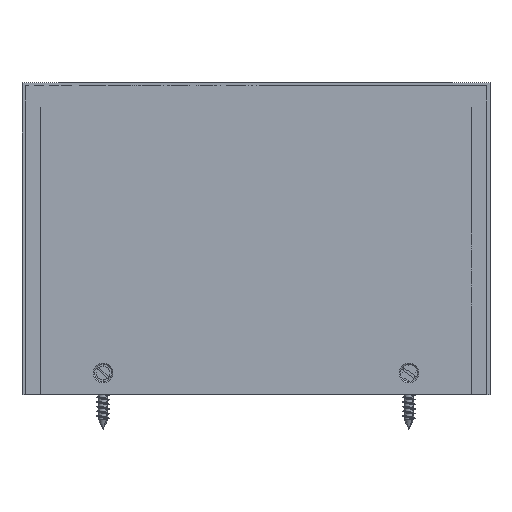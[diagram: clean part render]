
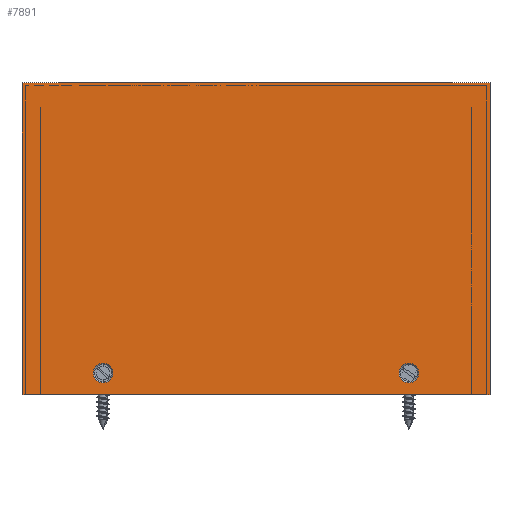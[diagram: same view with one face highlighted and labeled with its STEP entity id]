
A CAD part, front view. The second image highlights one B-rep face of the part: STEP entity #7891.
In plain terms, the highlighted planar face has unit normal (0, -1, 0).
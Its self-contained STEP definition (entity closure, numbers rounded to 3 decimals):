
#28 = CARTESIAN_POINT ( 'NONE',  ( 49., -1., 3.85 ) ) ;
#408 = VERTEX_POINT ( 'NONE', #11450 ) ;
#478 = DIRECTION ( 'NONE',  ( 0., 0., -1. ) ) ;
#620 = CIRCLE ( 'NONE', #2180, 3.15 ) ;
#676 = VERTEX_POINT ( 'NONE', #5061 ) ;
#740 = VERTEX_POINT ( 'NONE', #11862 ) ;
#1350 = CARTESIAN_POINT ( 'NONE',  ( 0., -1., 50. ) ) ;
#1748 = ORIENTED_EDGE ( 'NONE', *, *, #12445, .F. ) ;
#1862 = EDGE_CURVE ( 'NONE', #3339, #9958, #6706, .T. ) ;
#2180 = AXIS2_PLACEMENT_3D ( 'NONE', #10811, #9642, #9793 ) ;
#2372 = CARTESIAN_POINT ( 'NONE',  ( -49., -1., 7. ) ) ;
#2714 = CARTESIAN_POINT ( 'NONE',  ( -75., -1., 100. ) ) ;
#2875 = LINE ( 'NONE', #10460, #4666 ) ;
#2934 = ORIENTED_EDGE ( 'NONE', *, *, #5996, .F. ) ;
#2962 = DIRECTION ( 'NONE',  ( 0., 0., -1. ) ) ;
#3339 = VERTEX_POINT ( 'NONE', #4755 ) ;
#3444 = DIRECTION ( 'NONE',  ( 0., -1., 0. ) ) ;
#3481 = FACE_BOUND ( 'NONE', #11325, .T. ) ;
#3639 = FACE_OUTER_BOUND ( 'NONE', #4068, .T. ) ;
#3799 = DIRECTION ( 'NONE',  ( 0., -1., 0. ) ) ;
#3886 = DIRECTION ( 'NONE',  ( -1., 0., 0. ) ) ;
#3904 = EDGE_CURVE ( 'NONE', #740, #408, #2875, .T. ) ;
#4034 = LINE ( 'NONE', #6234, #13181 ) ;
#4068 = EDGE_LOOP ( 'NONE', ( #1748, #12632, #4398, #10408 ) ) ;
#4283 = CIRCLE ( 'NONE', #12275, 3.15 ) ;
#4398 = ORIENTED_EDGE ( 'NONE', *, *, #8148, .F. ) ;
#4514 = CARTESIAN_POINT ( 'NONE',  ( -49., -1., 7. ) ) ;
#4666 = VECTOR ( 'NONE', #3886, 1000. ) ;
#4721 = EDGE_CURVE ( 'NONE', #8552, #7799, #620, .T. ) ;
#4755 = CARTESIAN_POINT ( 'NONE',  ( -49., -1., 3.85 ) ) ;
#4878 = AXIS2_PLACEMENT_3D ( 'NONE', #2372, #3799, #478 ) ;
#5034 = CARTESIAN_POINT ( 'NONE',  ( -49., -1., 10.15 ) ) ;
#5061 = CARTESIAN_POINT ( 'NONE',  ( -75., -1., 100. ) ) ;
#5495 = CARTESIAN_POINT ( 'NONE',  ( 49., -1., 10.15 ) ) ;
#5508 = DIRECTION ( 'NONE',  ( 0., 0., -1. ) ) ;
#5996 = EDGE_CURVE ( 'NONE', #9958, #3339, #9723, .T. ) ;
#6139 = LINE ( 'NONE', #2714, #12449 ) ;
#6234 = CARTESIAN_POINT ( 'NONE',  ( 75., -1., 100. ) ) ;
#6706 = CIRCLE ( 'NONE', #4878, 3.15 ) ;
#6777 = VERTEX_POINT ( 'NONE', #13424 ) ;
#6844 = DIRECTION ( 'NONE',  ( 0., -1., 0. ) ) ;
#7243 = EDGE_LOOP ( 'NONE', ( #13970, #2934 ) ) ;
#7331 = DIRECTION ( 'NONE',  ( 0., 0., 1. ) ) ;
#7602 = EDGE_CURVE ( 'NONE', #676, #6777, #6139, .T. ) ;
#7799 = VERTEX_POINT ( 'NONE', #28 ) ;
#7891 = ADVANCED_FACE ( 'NONE', ( #8838, #3481, #3639 ), #10059, .T. ) ;
#8148 = EDGE_CURVE ( 'NONE', #408, #676, #10770, .T. ) ;
#8552 = VERTEX_POINT ( 'NONE', #5495 ) ;
#8608 = ORIENTED_EDGE ( 'NONE', *, *, #4721, .F. ) ;
#8764 = DIRECTION ( 'NONE',  ( 0., 0., -1. ) ) ;
#8838 = FACE_BOUND ( 'NONE', #7243, .T. ) ;
#9269 = VECTOR ( 'NONE', #7331, 1000. ) ;
#9383 = DIRECTION ( 'NONE',  ( 0., 0., -1. ) ) ;
#9481 = AXIS2_PLACEMENT_3D ( 'NONE', #1350, #6844, #8764 ) ;
#9587 = ORIENTED_EDGE ( 'NONE', *, *, #11616, .F. ) ;
#9642 = DIRECTION ( 'NONE',  ( 0., -1., 0. ) ) ;
#9723 = CIRCLE ( 'NONE', #11574, 3.15 ) ;
#9793 = DIRECTION ( 'NONE',  ( 0., 0., -1. ) ) ;
#9958 = VERTEX_POINT ( 'NONE', #5034 ) ;
#10059 = PLANE ( 'NONE',  #9481 ) ;
#10408 = ORIENTED_EDGE ( 'NONE', *, *, #3904, .F. ) ;
#10435 = DIRECTION ( 'NONE',  ( 1., 0., 0. ) ) ;
#10460 = CARTESIAN_POINT ( 'NONE',  ( -75., -1., 0. ) ) ;
#10770 = LINE ( 'NONE', #11836, #9269 ) ;
#10811 = CARTESIAN_POINT ( 'NONE',  ( 49., -1., 7. ) ) ;
#11325 = EDGE_LOOP ( 'NONE', ( #9587, #8608 ) ) ;
#11450 = CARTESIAN_POINT ( 'NONE',  ( -75., -1., 0. ) ) ;
#11574 = AXIS2_PLACEMENT_3D ( 'NONE', #4514, #3444, #5508 ) ;
#11616 = EDGE_CURVE ( 'NONE', #7799, #8552, #4283, .T. ) ;
#11741 = DIRECTION ( 'NONE',  ( 0., -1., 0. ) ) ;
#11836 = CARTESIAN_POINT ( 'NONE',  ( -75., -1., 100. ) ) ;
#11862 = CARTESIAN_POINT ( 'NONE',  ( 75., -1., 0. ) ) ;
#12275 = AXIS2_PLACEMENT_3D ( 'NONE', #12665, #11741, #9383 ) ;
#12445 = EDGE_CURVE ( 'NONE', #6777, #740, #4034, .T. ) ;
#12449 = VECTOR ( 'NONE', #10435, 1000. ) ;
#12632 = ORIENTED_EDGE ( 'NONE', *, *, #7602, .F. ) ;
#12665 = CARTESIAN_POINT ( 'NONE',  ( 49., -1., 7. ) ) ;
#13181 = VECTOR ( 'NONE', #2962, 1000. ) ;
#13424 = CARTESIAN_POINT ( 'NONE',  ( 75., -1., 100. ) ) ;
#13970 = ORIENTED_EDGE ( 'NONE', *, *, #1862, .F. ) ;
